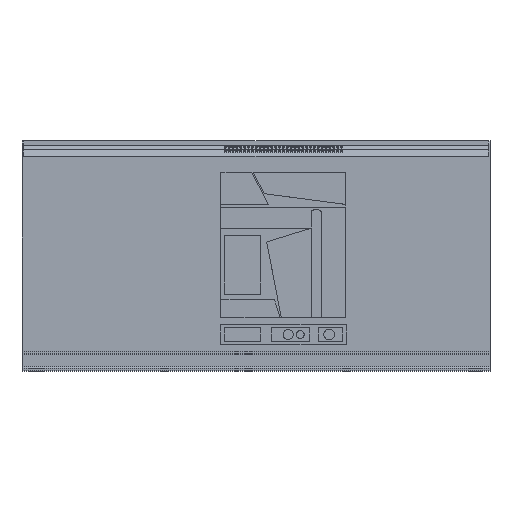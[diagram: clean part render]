
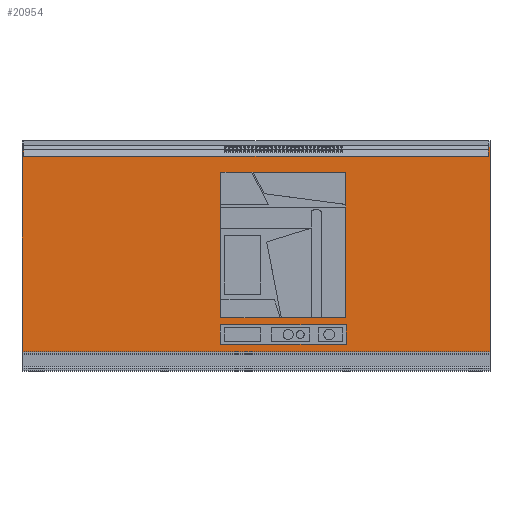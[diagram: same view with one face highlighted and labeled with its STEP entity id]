
A CAD part, top view. The second image highlights one B-rep face of the part: STEP entity #20954.
In plain terms, the highlighted planar face has unit normal (0, 0, 1).
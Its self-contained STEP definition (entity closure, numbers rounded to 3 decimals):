
#103 = CARTESIAN_POINT ( 'NONE',  ( -483., 423., 0. ) ) ;
#337 = VECTOR ( 'NONE', #18926, 1000. ) ;
#552 = VERTEX_POINT ( 'NONE', #18837 ) ;
#610 = CARTESIAN_POINT ( 'NONE',  ( -72.5, 70., 0. ) ) ;
#786 = LINE ( 'NONE', #4091, #16511 ) ;
#894 = EDGE_CURVE ( 'NONE', #23890, #12589, #22487, .T. ) ;
#899 = CARTESIAN_POINT ( 'NONE',  ( -479., 402.873, 0. ) ) ;
#1048 = ORIENTED_EDGE ( 'NONE', *, *, #7556, .F. ) ;
#1554 = EDGE_CURVE ( 'NONE', #1711, #9349, #4411, .T. ) ;
#1623 = VECTOR ( 'NONE', #17601, 1000. ) ;
#1711 = VERTEX_POINT ( 'NONE', #103 ) ;
#1850 = VECTOR ( 'NONE', #13181, 1000. ) ;
#1890 = ORIENTED_EDGE ( 'NONE', *, *, #12536, .F. ) ;
#2471 = VERTEX_POINT ( 'NONE', #10655 ) ;
#2492 = DIRECTION ( 'NONE',  ( 0., 1., 0. ) ) ;
#2852 = CARTESIAN_POINT ( 'NONE',  ( -73.5, 55., 0. ) ) ;
#3010 = DIRECTION ( 'NONE',  ( 0., -1., 0. ) ) ;
#3045 = VECTOR ( 'NONE', #8354, 1000. ) ;
#3096 = DIRECTION ( 'NONE',  ( -1., 0., 0. ) ) ;
#3178 = CARTESIAN_POINT ( 'NONE',  ( 186.5, 15., 0. ) ) ;
#3364 = EDGE_CURVE ( 'NONE', #10305, #9313, #9250, .T. ) ;
#3409 = ORIENTED_EDGE ( 'NONE', *, *, #18390, .F. ) ;
#3609 = CARTESIAN_POINT ( 'NONE',  ( -72.5, 70., 0. ) ) ;
#3728 = CARTESIAN_POINT ( 'NONE',  ( -73.5, 55., 0. ) ) ;
#4091 = CARTESIAN_POINT ( 'NONE',  ( 483., 0., 0. ) ) ;
#4132 = VECTOR ( 'NONE', #8152, 1000. ) ;
#4411 = LINE ( 'NONE', #11876, #16353 ) ;
#4700 = CARTESIAN_POINT ( 'NONE',  ( 0., 0., 0. ) ) ;
#4715 = ORIENTED_EDGE ( 'NONE', *, *, #1554, .F. ) ;
#4829 = EDGE_CURVE ( 'NONE', #23155, #8253, #7136, .T. ) ;
#4845 = VECTOR ( 'NONE', #16731, 1000. ) ;
#5094 = CARTESIAN_POINT ( 'NONE',  ( -479., 402.873, 0. ) ) ;
#5161 = EDGE_LOOP ( 'NONE', ( #14655, #21222, #4715, #14750, #18825, #23058, #7986, #14522 ) ) ;
#5171 = DIRECTION ( 'NONE',  ( 0., 0., -1. ) ) ;
#5572 = LINE ( 'NONE', #14766, #4845 ) ;
#6268 = VERTEX_POINT ( 'NONE', #8111 ) ;
#6321 = LINE ( 'NONE', #6560, #1623 ) ;
#6381 = VERTEX_POINT ( 'NONE', #899 ) ;
#6560 = CARTESIAN_POINT ( 'NONE',  ( -73.5, 55., 0. ) ) ;
#6753 = VERTEX_POINT ( 'NONE', #21791 ) ;
#6824 = VECTOR ( 'NONE', #19220, 1000. ) ;
#6901 = DIRECTION ( 'NONE',  ( 1., 0., 0. ) ) ;
#7136 = LINE ( 'NONE', #12781, #13316 ) ;
#7458 = LINE ( 'NONE', #14945, #16228 ) ;
#7517 = VECTOR ( 'NONE', #13079, 1000. ) ;
#7530 = CARTESIAN_POINT ( 'NONE',  ( 186.5, 55., 0. ) ) ;
#7556 = EDGE_CURVE ( 'NONE', #9313, #12941, #8835, .T. ) ;
#7986 = ORIENTED_EDGE ( 'NONE', *, *, #16321, .F. ) ;
#8111 = CARTESIAN_POINT ( 'NONE',  ( 483., 423., 0. ) ) ;
#8152 = DIRECTION ( 'NONE',  ( 1., 0., 0. ) ) ;
#8253 = VERTEX_POINT ( 'NONE', #16530 ) ;
#8294 = LINE ( 'NONE', #19333, #20527 ) ;
#8354 = DIRECTION ( 'NONE',  ( -1., 0., 0. ) ) ;
#8835 = LINE ( 'NONE', #2852, #3045 ) ;
#8921 = CARTESIAN_POINT ( 'NONE',  ( 186.5, 55., 0. ) ) ;
#8963 = FACE_OUTER_BOUND ( 'NONE', #5161, .T. ) ;
#9021 = CARTESIAN_POINT ( 'NONE',  ( -72.5, 370., 0. ) ) ;
#9058 = DIRECTION ( 'NONE',  ( 1., 0., 0. ) ) ;
#9094 = EDGE_LOOP ( 'NONE', ( #1890, #1048, #19774, #21036 ) ) ;
#9213 = VECTOR ( 'NONE', #9058, 1000. ) ;
#9250 = LINE ( 'NONE', #7530, #337 ) ;
#9313 = VERTEX_POINT ( 'NONE', #8921 ) ;
#9349 = VERTEX_POINT ( 'NONE', #23871 ) ;
#10023 = DIRECTION ( 'NONE',  ( 0., -1., 0. ) ) ;
#10305 = VERTEX_POINT ( 'NONE', #3178 ) ;
#10619 = VERTEX_POINT ( 'NONE', #13226 ) ;
#10655 = CARTESIAN_POINT ( 'NONE',  ( 185.5, 70., 0. ) ) ;
#11722 = ORIENTED_EDGE ( 'NONE', *, *, #894, .F. ) ;
#11876 = CARTESIAN_POINT ( 'NONE',  ( -483., 423., 0. ) ) ;
#12290 = VECTOR ( 'NONE', #13964, 1000. ) ;
#12524 = CARTESIAN_POINT ( 'NONE',  ( 185.5, 370., 0. ) ) ;
#12536 = EDGE_CURVE ( 'NONE', #12941, #10619, #6321, .T. ) ;
#12589 = VERTEX_POINT ( 'NONE', #3609 ) ;
#12676 = LINE ( 'NONE', #5094, #18140 ) ;
#12781 = CARTESIAN_POINT ( 'NONE',  ( 483., 0., 0. ) ) ;
#12941 = VERTEX_POINT ( 'NONE', #3728 ) ;
#12965 = EDGE_CURVE ( 'NONE', #8253, #6268, #786, .T. ) ;
#13079 = DIRECTION ( 'NONE',  ( -1., 0., 0. ) ) ;
#13181 = DIRECTION ( 'NONE',  ( 0., -1., 0. ) ) ;
#13226 = CARTESIAN_POINT ( 'NONE',  ( -73.5, 15., 0. ) ) ;
#13230 = DIRECTION ( 'NONE',  ( 0., 1., 0. ) ) ;
#13316 = VECTOR ( 'NONE', #6901, 1000. ) ;
#13473 = LINE ( 'NONE', #610, #6824 ) ;
#13964 = DIRECTION ( 'NONE',  ( 1., 0., 0. ) ) ;
#14327 = VERTEX_POINT ( 'NONE', #12524 ) ;
#14434 = CARTESIAN_POINT ( 'NONE',  ( -483., 423., 0. ) ) ;
#14522 = ORIENTED_EDGE ( 'NONE', *, *, #17015, .T. ) ;
#14655 = ORIENTED_EDGE ( 'NONE', *, *, #22852, .F. ) ;
#14750 = ORIENTED_EDGE ( 'NONE', *, *, #19882, .T. ) ;
#14766 = CARTESIAN_POINT ( 'NONE',  ( -483., 0., 0. ) ) ;
#14945 = CARTESIAN_POINT ( 'NONE',  ( 185.5, 70., 0. ) ) ;
#15286 = CARTESIAN_POINT ( 'NONE',  ( -73.5, 15., 0. ) ) ;
#15986 = CARTESIAN_POINT ( 'NONE',  ( -72.5, 370., 0. ) ) ;
#16228 = VECTOR ( 'NONE', #13230, 1000. ) ;
#16235 = AXIS2_PLACEMENT_3D ( 'NONE', #4700, #5171, #3096 ) ;
#16321 = EDGE_CURVE ( 'NONE', #552, #6268, #19582, .T. ) ;
#16353 = VECTOR ( 'NONE', #23266, 1000. ) ;
#16511 = VECTOR ( 'NONE', #2492, 1000. ) ;
#16530 = CARTESIAN_POINT ( 'NONE',  ( 483., 0., 0. ) ) ;
#16731 = DIRECTION ( 'NONE',  ( 0., -1., 0. ) ) ;
#16841 = EDGE_CURVE ( 'NONE', #2471, #14327, #7458, .T. ) ;
#16982 = EDGE_CURVE ( 'NONE', #12589, #2471, #13473, .T. ) ;
#17009 = EDGE_LOOP ( 'NONE', ( #11722, #3409, #22377, #20520 ) ) ;
#17015 = EDGE_CURVE ( 'NONE', #552, #6753, #8294, .T. ) ;
#17354 = EDGE_CURVE ( 'NONE', #10619, #10305, #22987, .T. ) ;
#17601 = DIRECTION ( 'NONE',  ( 0., -1., 0. ) ) ;
#17874 = CARTESIAN_POINT ( 'NONE',  ( -483., 0., 0. ) ) ;
#18140 = VECTOR ( 'NONE', #3010, 1000. ) ;
#18390 = EDGE_CURVE ( 'NONE', #14327, #23890, #18711, .T. ) ;
#18444 = CARTESIAN_POINT ( 'NONE',  ( -72.5, 70., 0. ) ) ;
#18499 = CARTESIAN_POINT ( 'NONE',  ( -585.182, 402.873, 0. ) ) ;
#18711 = LINE ( 'NONE', #9021, #7517 ) ;
#18825 = ORIENTED_EDGE ( 'NONE', *, *, #4829, .T. ) ;
#18837 = CARTESIAN_POINT ( 'NONE',  ( 479., 423., 0. ) ) ;
#18926 = DIRECTION ( 'NONE',  ( 0., 1., 0. ) ) ;
#19220 = DIRECTION ( 'NONE',  ( 1., 0., 0. ) ) ;
#19333 = CARTESIAN_POINT ( 'NONE',  ( 479., 402.873, 0. ) ) ;
#19582 = LINE ( 'NONE', #14434, #12290 ) ;
#19760 = PLANE ( 'NONE',  #16235 ) ;
#19774 = ORIENTED_EDGE ( 'NONE', *, *, #3364, .F. ) ;
#19854 = EDGE_CURVE ( 'NONE', #9349, #6381, #12676, .T. ) ;
#19882 = EDGE_CURVE ( 'NONE', #1711, #23155, #5572, .T. ) ;
#20520 = ORIENTED_EDGE ( 'NONE', *, *, #16982, .F. ) ;
#20527 = VECTOR ( 'NONE', #10023, 1000. ) ;
#20954 = ADVANCED_FACE ( 'NONE', ( #21476, #8963, #21592 ), #19760, .F. ) ;
#21036 = ORIENTED_EDGE ( 'NONE', *, *, #17354, .F. ) ;
#21222 = ORIENTED_EDGE ( 'NONE', *, *, #19854, .F. ) ;
#21476 = FACE_BOUND ( 'NONE', #17009, .T. ) ;
#21592 = FACE_BOUND ( 'NONE', #9094, .T. ) ;
#21791 = CARTESIAN_POINT ( 'NONE',  ( 479., 402.873, 0. ) ) ;
#22171 = LINE ( 'NONE', #18499, #9213 ) ;
#22377 = ORIENTED_EDGE ( 'NONE', *, *, #16841, .F. ) ;
#22487 = LINE ( 'NONE', #18444, #1850 ) ;
#22852 = EDGE_CURVE ( 'NONE', #6381, #6753, #22171, .T. ) ;
#22987 = LINE ( 'NONE', #15286, #4132 ) ;
#23058 = ORIENTED_EDGE ( 'NONE', *, *, #12965, .T. ) ;
#23155 = VERTEX_POINT ( 'NONE', #17874 ) ;
#23266 = DIRECTION ( 'NONE',  ( 1., 0., 0. ) ) ;
#23871 = CARTESIAN_POINT ( 'NONE',  ( -479., 423., 0. ) ) ;
#23890 = VERTEX_POINT ( 'NONE', #15986 ) ;
